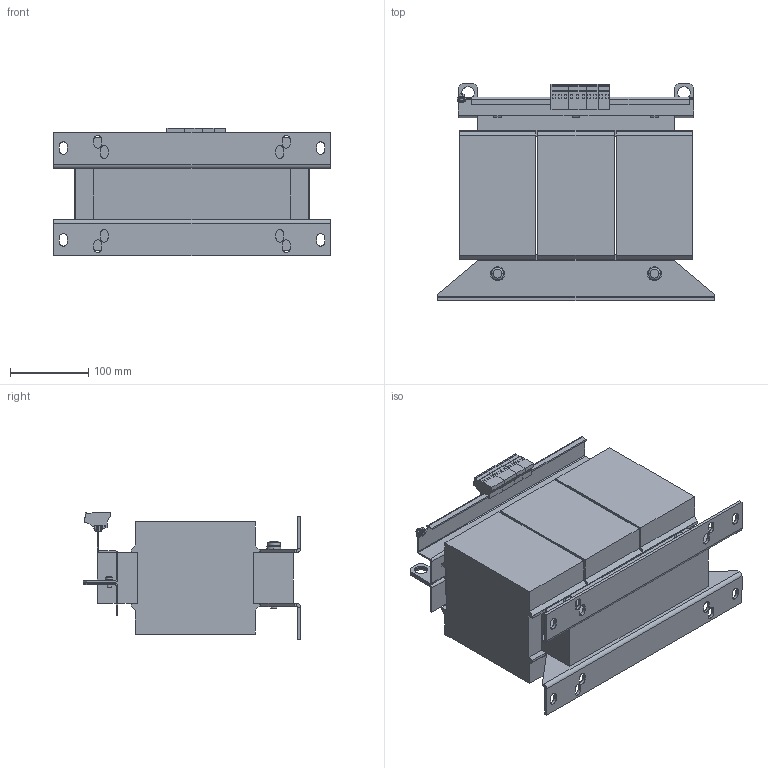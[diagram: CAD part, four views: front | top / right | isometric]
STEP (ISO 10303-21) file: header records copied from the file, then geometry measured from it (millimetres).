
FILE_DESCRIPTION (( 'STEP AP214' ), '1' );
FILE_NAME ('195252.STEP', '2020-05-28T17:02:07', ( '' ), ( '' ), 'SwSTEP 2.0', 'SolidWorks 2018', '' );
FILE_SCHEMA (( 'AUTOMOTIVE_DESIGN' ));
Length unit declared in the file: millimetre
Products named in the file (1): 195252
Bounding box: 352 x 277.5 x 162 mm (x, y, z)
Volume: 8296836.8 mm3; surface area: 550037.3 mm2
Topology: 1 solids, 1 shells, 622 faces, 1548 edges, 964 vertices
Faces by surface type: plane 461, cylinder 133, torus 14, sphere 8, cone 6
Entity records: 18337 total; most frequent: CARTESIAN_POINT 3259, DIRECTION 3099, ORIENTED_EDGE 3092, EDGE_CURVE 1546, VECTOR 1183, LINE 1183, VERTEX_POINT 964, AXIS2_PLACEMENT_3D 958
